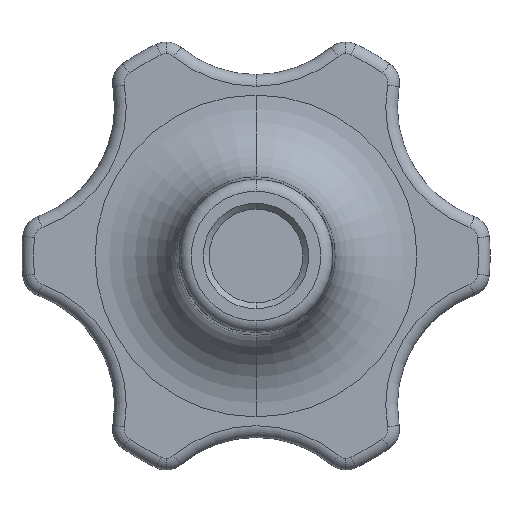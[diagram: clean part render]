
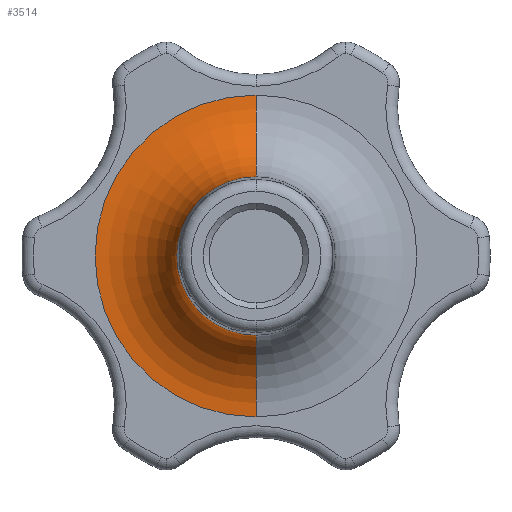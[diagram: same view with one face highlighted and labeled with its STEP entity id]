
A CAD part, front view. The second image highlights one B-rep face of the part: STEP entity #3514.
In plain terms, the highlighted toroidal (fillet/blend) face has major radius 13.755 mm and minor radius 7 mm.
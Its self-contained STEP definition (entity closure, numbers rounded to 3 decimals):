
#418 = CARTESIAN_POINT ( 'NONE',  ( 0., -6.75, 6.759 ) ) ;
#419 = CARTESIAN_POINT ( 'NONE',  ( 0., -6.75, -6.759 ) ) ;
#420 = CARTESIAN_POINT ( 'NONE',  ( 0., 0., 13.754 ) ) ;
#484 = VERTEX_POINT ( 'NONE', #418 ) ;
#485 = VERTEX_POINT ( 'NONE', #419 ) ;
#486 = VERTEX_POINT ( 'NONE', #420 ) ;
#531 = VERTEX_POINT ( 'NONE', #1052 ) ;
#576 = ORIENTED_EDGE ( 'NONE', *, *, #3734, .F. ) ;
#577 = ORIENTED_EDGE ( 'NONE', *, *, #3733, .T. ) ;
#578 = ORIENTED_EDGE ( 'NONE', *, *, #3737, .F. ) ;
#580 = ORIENTED_EDGE ( 'NONE', *, *, #3736, .F. ) ;
#895 = CARTESIAN_POINT ( 'NONE',  ( 0., -7., 0. ) ) ;
#896 = DIRECTION ( 'NONE',  ( 0., -1., 0. ) ) ;
#897 = DIRECTION ( 'NONE',  ( 0., 0., -1. ) ) ;
#1052 = CARTESIAN_POINT ( 'NONE',  ( 0., 0., -13.754 ) ) ;
#1178 = EDGE_LOOP ( 'NONE', ( #576, #577, #580, #578 ) ) ;
#2075 = FACE_OUTER_BOUND ( 'NONE', #1178, .T. ) ;
#2076 = AXIS2_PLACEMENT_3D ( 'NONE', #895, #896, #897 ) ;
#2141 = CARTESIAN_POINT ( 'NONE',  ( 0., -7., 13.754 ) ) ;
#2145 = DIRECTION ( 'NONE',  ( 1., 0., 0. ) ) ;
#2146 = DIRECTION ( 'NONE',  ( 0., 0., -1. ) ) ;
#2147 = CARTESIAN_POINT ( 'NONE',  ( 0., -6.75, 0. ) ) ;
#2148 = DIRECTION ( 'NONE',  ( 0., -1., 0. ) ) ;
#2149 = DIRECTION ( 'NONE',  ( 0., 0., -1. ) ) ;
#2153 = CARTESIAN_POINT ( 'NONE',  ( 0., 0., 0. ) ) ;
#2154 = DIRECTION ( 'NONE',  ( 0., 1., 0. ) ) ;
#2155 = DIRECTION ( 'NONE',  ( 0., 0., -1. ) ) ;
#2156 = CARTESIAN_POINT ( 'NONE',  ( 0., -7., -13.754 ) ) ;
#2157 = DIRECTION ( 'NONE',  ( -1., 0., 0. ) ) ;
#2158 = DIRECTION ( 'NONE',  ( 0., 0., 1. ) ) ;
#2855 = AXIS2_PLACEMENT_3D ( 'NONE', #2156, #2157, #2158 ) ;
#2863 = AXIS2_PLACEMENT_3D ( 'NONE', #2141, #2145, #2146 ) ;
#2865 = AXIS2_PLACEMENT_3D ( 'NONE', #2147, #2148, #2149 ) ;
#2867 = AXIS2_PLACEMENT_3D ( 'NONE', #2153, #2154, #2155 ) ;
#3445 = CIRCLE ( 'NONE', #2863, 7. ) ;
#3457 = TOROIDAL_SURFACE ( 'NONE', #2076, 13.754, 7. ) ;
#3514 = ADVANCED_FACE ( 'NONE', ( #2075 ), #3457, .F. ) ;
#3733 = EDGE_CURVE ( 'NONE', #484, #486, #3445, .T. ) ;
#3734 = EDGE_CURVE ( 'NONE', #484, #485, #3769, .T. ) ;
#3736 = EDGE_CURVE ( 'NONE', #531, #486, #3754, .T. ) ;
#3737 = EDGE_CURVE ( 'NONE', #485, #531, #3742, .T. ) ;
#3742 = CIRCLE ( 'NONE', #2855, 7. ) ;
#3754 = CIRCLE ( 'NONE', #2867, 13.754 ) ;
#3769 = CIRCLE ( 'NONE', #2865, 6.759 ) ;
